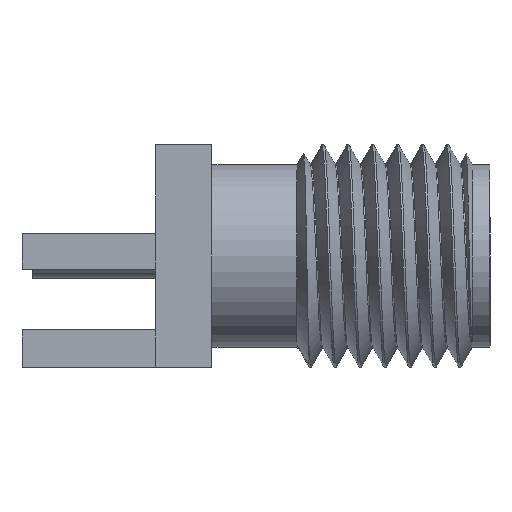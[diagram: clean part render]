
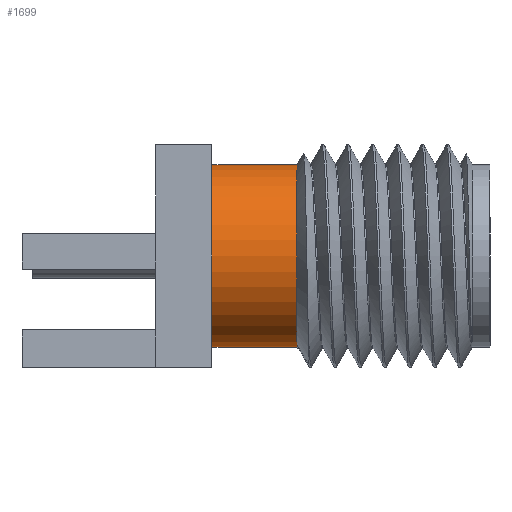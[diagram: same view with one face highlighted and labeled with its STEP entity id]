
A CAD part, front view. The second image highlights one B-rep face of the part: STEP entity #1699.
In plain terms, the highlighted cylindrical face has radius 2.6 mm (diameter 5.2 mm), a full revolution.
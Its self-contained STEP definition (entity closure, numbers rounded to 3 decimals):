
#72 = PLANE('',#73);
#73 = AXIS2_PLACEMENT_3D('',#74,#75,#76);
#74 = CARTESIAN_POINT('',(3.7,0.,0.5));
#75 = DIRECTION('',(-1.,0.,0.));
#76 = DIRECTION('',(0.,0.,1.));
#807 = EDGE_CURVE('',#808,#808,#810,.T.);
#808 = VERTEX_POINT('',#809);
#809 = CARTESIAN_POINT('',(3.7,0.,-2.1));
#810 = SURFACE_CURVE('',#811,(#816,#827),.PCURVE_S1.);
#811 = CIRCLE('',#812,2.6);
#812 = AXIS2_PLACEMENT_3D('',#813,#814,#815);
#813 = CARTESIAN_POINT('',(3.7,0.,0.5));
#814 = DIRECTION('',(1.,0.,0.));
#815 = DIRECTION('',(0.,0.,-1.));
#816 = PCURVE('',#72,#817);
#817 = DEFINITIONAL_REPRESENTATION('',(#818),#826);
#818 = ( BOUNDED_CURVE() B_SPLINE_CURVE(2,(#819,#820,#821,#822,#823,#824
,#825),.UNSPECIFIED.,.T.,.F.) B_SPLINE_CURVE_WITH_KNOTS((1,2,2,2,2,1),(
    -2.094,0.,2.094,4.189,6.283,
8.378),.UNSPECIFIED.) CURVE() GEOMETRIC_REPRESENTATION_ITEM() 
RATIONAL_B_SPLINE_CURVE((1.,0.5,1.,0.5,1.,0.5,1.)) REPRESENTATION_ITEM(
  '') );
#819 = CARTESIAN_POINT('',(-2.6,0.));
#820 = CARTESIAN_POINT('',(-2.6,4.503));
#821 = CARTESIAN_POINT('',(1.3,2.252));
#822 = CARTESIAN_POINT('',(5.2,0.));
#823 = CARTESIAN_POINT('',(1.3,-2.252));
#824 = CARTESIAN_POINT('',(-2.6,-4.503));
#825 = CARTESIAN_POINT('',(-2.6,0.));
#826 = ( GEOMETRIC_REPRESENTATION_CONTEXT(2) 
PARAMETRIC_REPRESENTATION_CONTEXT() REPRESENTATION_CONTEXT('2D SPACE',''
  ) );
#827 = PCURVE('',#828,#833);
#828 = CYLINDRICAL_SURFACE('',#829,2.6);
#829 = AXIS2_PLACEMENT_3D('',#830,#831,#832);
#830 = CARTESIAN_POINT('',(3.7,0.,0.5));
#831 = DIRECTION('',(1.,0.,0.));
#832 = DIRECTION('',(0.,0.,-1.));
#833 = DEFINITIONAL_REPRESENTATION('',(#834),#837);
#834 = B_SPLINE_CURVE_WITH_KNOTS('',1,(#835,#836),.UNSPECIFIED.,.F.,.F.,
  (2,2),(0.,6.283),.PIECEWISE_BEZIER_KNOTS.);
#835 = CARTESIAN_POINT('',(0.,0.));
#836 = CARTESIAN_POINT('',(6.283,0.));
#837 = ( GEOMETRIC_REPRESENTATION_CONTEXT(2) 
PARAMETRIC_REPRESENTATION_CONTEXT() REPRESENTATION_CONTEXT('2D SPACE',''
  ) );
#1699 = ADVANCED_FACE('',(#1700),#828,.T.);
#1700 = FACE_BOUND('',#1701,.T.);
#1701 = EDGE_LOOP('',(#1702,#1703,#1724,#1749));
#1702 = ORIENTED_EDGE('',*,*,#807,.T.);
#1703 = ORIENTED_EDGE('',*,*,#1704,.T.);
#1704 = EDGE_CURVE('',#808,#1705,#1707,.T.);
#1705 = VERTEX_POINT('',#1706);
#1706 = CARTESIAN_POINT('',(6.12,0.,-2.1));
#1707 = SEAM_CURVE('',#1708,(#1712,#1718),.PCURVE_S1.);
#1708 = LINE('',#1709,#1710);
#1709 = CARTESIAN_POINT('',(3.7,0.,-2.1));
#1710 = VECTOR('',#1711,1.);
#1711 = DIRECTION('',(1.,0.,0.));
#1712 = PCURVE('',#828,#1713);
#1713 = DEFINITIONAL_REPRESENTATION('',(#1714),#1717);
#1714 = B_SPLINE_CURVE_WITH_KNOTS('',1,(#1715,#1716),.UNSPECIFIED.,.F.,
  .F.,(2,2),(0.,2.42),.PIECEWISE_BEZIER_KNOTS.);
#1715 = CARTESIAN_POINT('',(0.,0.));
#1716 = CARTESIAN_POINT('',(0.,2.42));
#1717 = ( GEOMETRIC_REPRESENTATION_CONTEXT(2) 
PARAMETRIC_REPRESENTATION_CONTEXT() REPRESENTATION_CONTEXT('2D SPACE',''
  ) );
#1718 = PCURVE('',#828,#1719);
#1719 = DEFINITIONAL_REPRESENTATION('',(#1720),#1723);
#1720 = B_SPLINE_CURVE_WITH_KNOTS('',1,(#1721,#1722),.UNSPECIFIED.,.F.,
  .F.,(2,2),(0.,2.42),.PIECEWISE_BEZIER_KNOTS.);
#1721 = CARTESIAN_POINT('',(6.283,0.));
#1722 = CARTESIAN_POINT('',(6.283,2.42));
#1723 = ( GEOMETRIC_REPRESENTATION_CONTEXT(2) 
PARAMETRIC_REPRESENTATION_CONTEXT() REPRESENTATION_CONTEXT('2D SPACE',''
  ) );
#1724 = ORIENTED_EDGE('',*,*,#1725,.F.);
#1725 = EDGE_CURVE('',#1705,#1705,#1726,.T.);
#1726 = SURFACE_CURVE('',#1727,(#1732,#1738),.PCURVE_S1.);
#1727 = CIRCLE('',#1728,2.6);
#1728 = AXIS2_PLACEMENT_3D('',#1729,#1730,#1731);
#1729 = CARTESIAN_POINT('',(6.12,0.,0.5));
#1730 = DIRECTION('',(1.,0.,0.));
#1731 = DIRECTION('',(0.,0.,-1.));
#1732 = PCURVE('',#828,#1733);
#1733 = DEFINITIONAL_REPRESENTATION('',(#1734),#1737);
#1734 = B_SPLINE_CURVE_WITH_KNOTS('',1,(#1735,#1736),.UNSPECIFIED.,.F.,
  .F.,(2,2),(0.,6.283),.PIECEWISE_BEZIER_KNOTS.);
#1735 = CARTESIAN_POINT('',(0.,2.42));
#1736 = CARTESIAN_POINT('',(6.283,2.42));
#1737 = ( GEOMETRIC_REPRESENTATION_CONTEXT(2) 
PARAMETRIC_REPRESENTATION_CONTEXT() REPRESENTATION_CONTEXT('2D SPACE',''
  ) );
#1738 = PCURVE('',#1739,#1744);
#1739 = CONICAL_SURFACE('',#1740,2.6,1.047);
#1740 = AXIS2_PLACEMENT_3D('',#1741,#1742,#1743);
#1741 = CARTESIAN_POINT('',(6.12,0.,0.5));
#1742 = DIRECTION('',(1.,0.,0.));
#1743 = DIRECTION('',(0.,0.,-1.));
#1744 = DEFINITIONAL_REPRESENTATION('',(#1745),#1748);
#1745 = B_SPLINE_CURVE_WITH_KNOTS('',1,(#1746,#1747),.UNSPECIFIED.,.F.,
  .F.,(2,2),(0.,6.283),.PIECEWISE_BEZIER_KNOTS.);
#1746 = CARTESIAN_POINT('',(0.,0.));
#1747 = CARTESIAN_POINT('',(6.283,0.));
#1748 = ( GEOMETRIC_REPRESENTATION_CONTEXT(2) 
PARAMETRIC_REPRESENTATION_CONTEXT() REPRESENTATION_CONTEXT('2D SPACE',''
  ) );
#1749 = ORIENTED_EDGE('',*,*,#1704,.F.);
